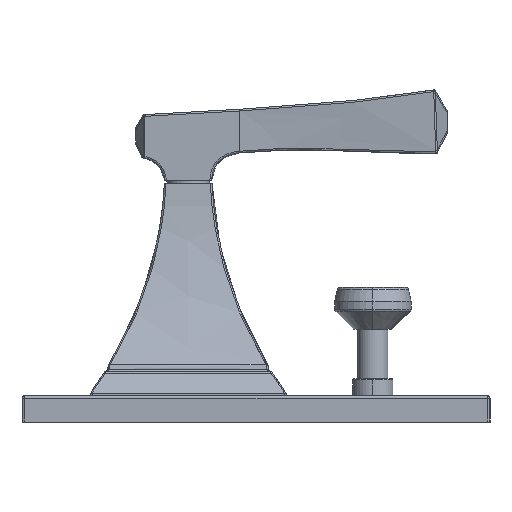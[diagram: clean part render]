
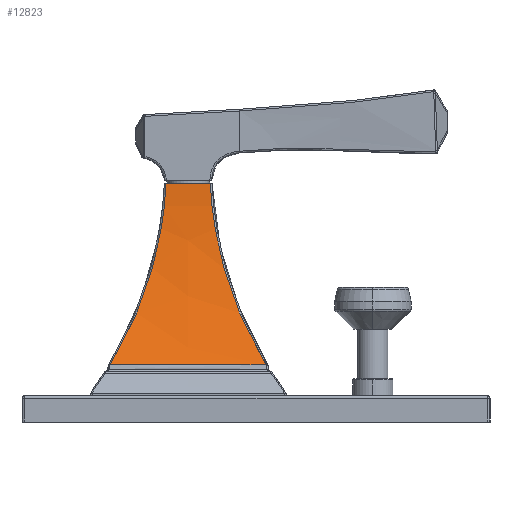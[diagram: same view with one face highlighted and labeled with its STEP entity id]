
A CAD part, left-side view. The second image highlights one B-rep face of the part: STEP entity #12823.
In plain terms, the highlighted free-form (B-spline) face has degree [3, 3] with [7, 5] control points.
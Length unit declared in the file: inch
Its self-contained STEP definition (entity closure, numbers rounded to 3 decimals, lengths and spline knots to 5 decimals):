
#4040=CARTESIAN_POINT('',(-0.28,0.53698,
2.8096));
#4056=CARTESIAN_POINT('',(-0.28,1.05702,
2.8096));
#4208=CARTESIAN_POINT('',(-0.93255,-0.11848,
0.67298));
#4209=CARTESIAN_POINT('',(-0.87576,-0.06148,
0.76779));
#4210=CARTESIAN_POINT('',(-0.77177,0.04294,
0.95555));
#4211=CARTESIAN_POINT('',(-0.64314,0.17215,
1.22813));
#4212=CARTESIAN_POINT('',(-0.53788,0.27794,
1.49342));
#4213=CARTESIAN_POINT('',(-0.45245,0.36384,
1.7556));
#4214=CARTESIAN_POINT('',(-0.3846,0.43205,
2.01706));
#4215=CARTESIAN_POINT('',(-0.33358,0.48332,
2.27727));
#4216=CARTESIAN_POINT('',(-0.29786,0.51916,
2.54121));
#4217=CARTESIAN_POINT('',(-0.28423,0.53277,
2.71985));
#4218=CARTESIAN_POINT('',(-0.28,0.53698,
2.8096));
#4220=CARTESIAN_POINT('',(-0.93255,1.71248,
0.67298));
#4221=CARTESIAN_POINT('',(-0.9338,1.40761,
0.67298));
#4222=CARTESIAN_POINT('',(-0.93534,0.797,
0.67318));
#4223=CARTESIAN_POINT('',(-0.9338,0.18639,
0.67298));
#4224=CARTESIAN_POINT('',(-0.93255,-0.11848,
0.67298));
#4226=CARTESIAN_POINT('',(-0.93255,1.71248,
0.67298));
#4227=CARTESIAN_POINT('',(-0.87578,1.6555,
0.76777));
#4228=CARTESIAN_POINT('',(-0.7718,1.5511,
0.95549));
#4229=CARTESIAN_POINT('',(-0.64322,1.42193,
1.22794));
#4230=CARTESIAN_POINT('',(-0.53792,1.3161,
1.49331));
#4231=CARTESIAN_POINT('',(-0.45243,1.23014,
1.75566));
#4232=CARTESIAN_POINT('',(-0.38461,1.16197,
2.01702));
#4233=CARTESIAN_POINT('',(-0.33359,1.11069,
2.27717));
#4234=CARTESIAN_POINT('',(-0.29786,1.07485,
2.54117));
#4235=CARTESIAN_POINT('',(-0.28423,1.06123,
2.71984));
#4236=CARTESIAN_POINT('',(-0.28,1.05702,
2.8096));
#4238=DIRECTION('',(0.,1.,0.));
#4239=VECTOR('',#4238,0.52004);
#4240=CARTESIAN_POINT('',(-0.28,0.53698,
2.8096));
#4241=LINE('',#4240,#4239);
#6507=VERTEX_POINT('',#4040);
#6510=VERTEX_POINT('',#4208);
#6520=VERTEX_POINT('',#4056);
#6521=VERTEX_POINT('',#4226);
#12779=CARTESIAN_POINT('',(-0.28,1.07189,
2.8096));
#12780=CARTESIAN_POINT('',(-0.28,0.98026,
2.8096));
#12781=CARTESIAN_POINT('',(-0.28,0.797,
2.8096));
#12782=CARTESIAN_POINT('',(-0.28,0.61374,
2.8096));
#12783=CARTESIAN_POINT('',(-0.28,0.52211,
2.8096));
#12784=CARTESIAN_POINT('',(-0.29078,1.08249,
2.5828));
#12785=CARTESIAN_POINT('',(-0.29025,0.98722,
2.5828));
#12786=CARTESIAN_POINT('',(-0.28955,0.797,
2.5828));
#12787=CARTESIAN_POINT('',(-0.29025,0.60678,
2.5828));
#12788=CARTESIAN_POINT('',(-0.29078,0.51151,
2.5828));
#12789=CARTESIAN_POINT('',(-0.34538,1.13613,
2.13029));
#12790=CARTESIAN_POINT('',(-0.34419,1.02283,
2.13029));
#12791=CARTESIAN_POINT('',(-0.34261,0.797,
2.13029));
#12792=CARTESIAN_POINT('',(-0.34419,0.57117,
2.13029));
#12793=CARTESIAN_POINT('',(-0.34538,0.45787,
2.13029));
#12794=CARTESIAN_POINT('',(-0.52846,1.31583,
1.47828));
#12795=CARTESIAN_POINT('',(-0.52833,1.14286,
1.47828));
#12796=CARTESIAN_POINT('',(-0.52815,0.797,
1.47828));
#12797=CARTESIAN_POINT('',(-0.52833,0.45114,
1.47828));
#12798=CARTESIAN_POINT('',(-0.52846,0.27817,
1.47828));
#12799=CARTESIAN_POINT('',(-0.74529,1.52864,
0.99886));
#12800=CARTESIAN_POINT('',(-0.74655,1.28503,
0.99886));
#12801=CARTESIAN_POINT('',(-0.74822,0.797,
0.99886));
#12802=CARTESIAN_POINT('',(-0.74655,0.30897,
0.99886));
#12803=CARTESIAN_POINT('',(-0.74529,0.06536,
0.99886));
#12804=CARTESIAN_POINT('',(-0.8929,1.67355,
0.73917));
#12805=CARTESIAN_POINT('',(-0.89421,1.38165,
0.73917));
#12806=CARTESIAN_POINT('',(-0.89595,0.797,
0.73917));
#12807=CARTESIAN_POINT('',(-0.89421,0.21235,
0.73917));
#12808=CARTESIAN_POINT('',(-0.8929,-0.07955,
0.73917));
#12809=CARTESIAN_POINT('',(-0.93255,1.71248,
0.67298));
#12810=CARTESIAN_POINT('',(-0.9338,1.40759,
0.67298));
#12811=CARTESIAN_POINT('',(-0.93546,0.797,
0.67298));
#12812=CARTESIAN_POINT('',(-0.9338,0.18641,
0.67298));
#12813=CARTESIAN_POINT('',(-0.93255,-0.11848,
0.67298));
#12814=B_SPLINE_SURFACE_WITH_KNOTS('',3,3,((#12779,#12780,#12781,#12782,#12783),
(#12784,#12785,#12786,#12787,#12788),(#12789,#12790,#12791,#12792,#12793),(
#12794,#12795,#12796,#12797,#12798),(#12799,#12800,#12801,#12802,#12803),
(#12804,#12805,#12806,#12807,#12808),(#12809,#12810,#12811,#12812,#12813)),
.UNSPECIFIED.,.F.,.F.,.F.,(4,1,1,1,4),(4,1,4),(0.,
0.25312,0.50624,0.75312,0.83904),(
0.62728,0.75,0.87272),.UNSPECIFIED.);
#12815=ORIENTED_EDGE('',*,*,#12701,.F.);
#12817=ORIENTED_EDGE('',*,*,#12816,.F.);
#12819=ORIENTED_EDGE('',*,*,#12818,.T.);
#12820=ORIENTED_EDGE('',*,*,#12347,.F.);
#12821=EDGE_LOOP('',(#12815,#12817,#12819,#12820));
#12822=FACE_OUTER_BOUND('',#12821,.F.);
#12823=ADVANCED_FACE('',(#12822),#12814,.T.);
#4219=B_SPLINE_CURVE_WITH_KNOTS('',3,(#4208,#4209,#4210,#4211,#4212,#4213,#4214,
#4215,#4216,#4217,#4218),.UNSPECIFIED.,.F.,.F.,(4,1,1,1,1,1,1,1,4),(0.,
0.125,0.25,0.375,0.5,0.625,0.75,0.875,1.),.UNSPECIFIED.);
#4225=B_SPLINE_CURVE_WITH_KNOTS('',3,(#4220,#4221,#4222,#4223,#4224),
.UNSPECIFIED.,.F.,.F.,(4,1,4),(0.,0.5,1.),.UNSPECIFIED.);
#4237=B_SPLINE_CURVE_WITH_KNOTS('',3,(#4226,#4227,#4228,#4229,#4230,#4231,#4232,
#4233,#4234,#4235,#4236),.UNSPECIFIED.,.F.,.F.,(4,1,1,1,1,1,1,1,4),(0.,
0.125,0.25,0.375,0.5,0.625,0.75,0.875,1.),.UNSPECIFIED.);
#12347=EDGE_CURVE('',#6507,#6520,#4241,.T.);
#12701=EDGE_CURVE('',#6510,#6507,#4219,.T.);
#12816=EDGE_CURVE('',#6521,#6510,#4225,.T.);
#12818=EDGE_CURVE('',#6521,#6520,#4237,.T.);
